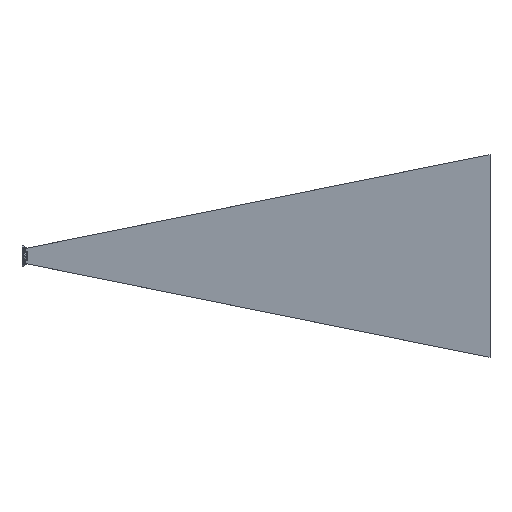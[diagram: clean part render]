
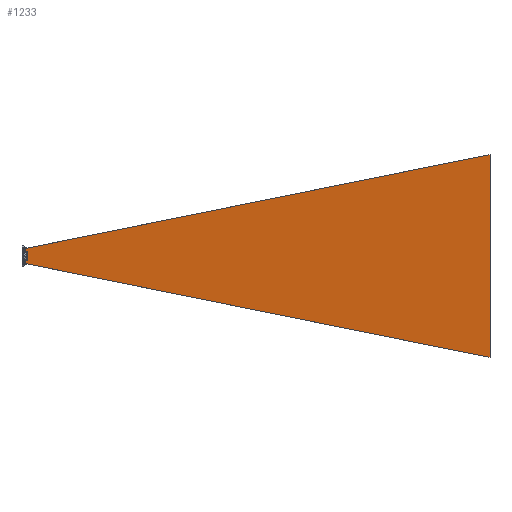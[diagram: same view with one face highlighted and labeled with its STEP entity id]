
A CAD part, front view. The second image highlights one B-rep face of the part: STEP entity #1233.
In plain terms, the highlighted planar face has unit normal (-0.157, -0.988, 0).
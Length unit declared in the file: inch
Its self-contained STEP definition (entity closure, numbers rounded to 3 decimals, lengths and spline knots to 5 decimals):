
#61 = VECTOR ( 'NONE', #937, 39.37008 ) ;
#220 = CARTESIAN_POINT ( 'NONE',  ( 0.3128, -0.31759, 0. ) ) ;
#221 = CARTESIAN_POINT ( 'NONE',  ( 0.30897, -0.31698, 0.59049 ) ) ;
#273 = CARTESIAN_POINT ( 'NONE',  ( 0.30674, -0.31663, 0.59654 ) ) ;
#308 = CARTESIAN_POINT ( 'NONE',  ( -0.04162, -0.2611, -0.4 ) ) ;
#344 = CARTESIAN_POINT ( 'NONE',  ( 0.30373, -0.31615, -0.60237 ) ) ;
#354 = CARTESIAN_POINT ( 'NONE',  ( 0.30373, -0.31615, -0.60237 ) ) ;
#416 = VERTEX_POINT ( 'NONE', #2763 ) ;
#428 = CARTESIAN_POINT ( 'NONE',  ( 0.3128, -0.31759, -0.56483 ) ) ;
#499 = CARTESIAN_POINT ( 'NONE',  ( 0.3128, -0.31759, 0.56483 ) ) ;
#556 = CARTESIAN_POINT ( 'NONE',  ( 0.4403, -0.33792, -0.4 ) ) ;
#580 = LINE ( 'NONE', #220, #3266 ) ;
#639 = CARTESIAN_POINT ( 'NONE',  ( 0.4403, -0.33792, 0. ) ) ;
#675 = VERTEX_POINT ( 'NONE', #4606 ) ;
#777 = VERTEX_POINT ( 'NONE', #2674 ) ;
#861 = VERTEX_POINT ( 'NONE', #1614 ) ;
#929 = CARTESIAN_POINT ( 'NONE',  ( 0.3128, -0.31759, 0.57141 ) ) ;
#934 = CARTESIAN_POINT ( 'NONE',  ( 0.1585, -0.293, 0.573 ) ) ;
#937 = DIRECTION ( 'NONE',  ( 0., 0., -1. ) ) ;
#1075 = EDGE_CURVE ( 'NONE', #861, #416, #1305, .T. ) ;
#1151 = VERTEX_POINT ( 'NONE', #499 ) ;
#1189 = CARTESIAN_POINT ( 'NONE',  ( 37.5, -6.245, 8.125 ) ) ;
#1233 = ADVANCED_FACE ( 'NONE', ( #4267 ), #4670, .F. ) ;
#1235 = B_SPLINE_CURVE_WITH_KNOTS ( 'NONE', 3,
 ( #428, #2139, #1433, #2618, #2162, #354 ),
 .UNSPECIFIED., .F., .F.,
 ( 4, 2, 4 ),
 ( 0., 0.00049, 0.00098 ),
 .UNSPECIFIED. ) ;
#1242 = EDGE_LOOP ( 'NONE', ( #1484, #4593, #2619, #2209, #1822, #4587, #2071, #4668, #4624, #1831 ) ) ;
#1266 = EDGE_CURVE ( 'NONE', #1718, #2953, #3562, .T. ) ;
#1305 = LINE ( 'NONE', #1189, #2222 ) ;
#1415 = VECTOR ( 'NONE', #3856, 39.37008 ) ;
#1426 = DIRECTION ( 'NONE',  ( -0.988, 0.157, 0. ) ) ;
#1433 = CARTESIAN_POINT ( 'NONE',  ( 0.31202, -0.31747, -0.57782 ) ) ;
#1484 = ORIENTED_EDGE ( 'NONE', *, *, #3320, .F. ) ;
#1496 = B_SPLINE_CURVE_WITH_KNOTS ( 'NONE', 3,
 ( #4229, #273, #221, #4204, #929, #3910 ),
 .UNSPECIFIED., .F., .F.,
 ( 4, 2, 4 ),
 ( 0., 0.00049, 0.00098 ),
 .UNSPECIFIED. ) ;
#1555 = VECTOR ( 'NONE', #3434, 39.37008 ) ;
#1606 = LINE ( 'NONE', #3051, #2944 ) ;
#1614 = CARTESIAN_POINT ( 'NONE',  ( 37.5, -6.245, 8.125 ) ) ;
#1718 = VERTEX_POINT ( 'NONE', #2426 ) ;
#1822 = ORIENTED_EDGE ( 'NONE', *, *, #2609, .T. ) ;
#1831 = ORIENTED_EDGE ( 'NONE', *, *, #4122, .T. ) ;
#2071 = ORIENTED_EDGE ( 'NONE', *, *, #1075, .F. ) ;
#2139 = CARTESIAN_POINT ( 'NONE',  ( 0.3128, -0.31759, -0.57141 ) ) ;
#2162 = CARTESIAN_POINT ( 'NONE',  ( 0.30674, -0.31663, -0.59655 ) ) ;
#2209 = ORIENTED_EDGE ( 'NONE', *, *, #3242, .T. ) ;
#2222 = VECTOR ( 'NONE', #2742, 39.37008 ) ;
#2339 = CARTESIAN_POINT ( 'NONE',  ( 0.3128, -0.31759, -0.56483 ) ) ;
#2356 = LINE ( 'NONE', #3822, #61 ) ;
#2426 = CARTESIAN_POINT ( 'NONE',  ( 0.3128, -0.31759, -0.4 ) ) ;
#2441 = CARTESIAN_POINT ( 'NONE',  ( -0.04162, -0.2611, 0.4 ) ) ;
#2463 = DIRECTION ( 'NONE',  ( 0.157, 0.988, 0. ) ) ;
#2609 = EDGE_CURVE ( 'NONE', #4130, #3421, #1235, .T. ) ;
#2618 = CARTESIAN_POINT ( 'NONE',  ( 0.30901, -0.31699, -0.59036 ) ) ;
#2619 = ORIENTED_EDGE ( 'NONE', *, *, #1266, .F. ) ;
#2674 = CARTESIAN_POINT ( 'NONE',  ( 0.4403, -0.33792, 0.4 ) ) ;
#2675 = AXIS2_PLACEMENT_3D ( 'NONE', #4647, #2463, #1426 ) ;
#2732 = LINE ( 'NONE', #934, #1555 ) ;
#2742 = DIRECTION ( 'NONE',  ( 0., 0., -1. ) ) ;
#2763 = CARTESIAN_POINT ( 'NONE',  ( 37.5, -6.245, -8.125 ) ) ;
#2789 = EDGE_CURVE ( 'NONE', #777, #2953, #4223, .T. ) ;
#2944 = VECTOR ( 'NONE', #3462, 39.37008 ) ;
#2946 = EDGE_CURVE ( 'NONE', #675, #861, #2732, .T. ) ;
#2953 = VERTEX_POINT ( 'NONE', #556 ) ;
#3051 = CARTESIAN_POINT ( 'NONE',  ( 0.1585, -0.293, -0.573 ) ) ;
#3135 = VECTOR ( 'NONE', #4692, 39.37008 ) ;
#3242 = EDGE_CURVE ( 'NONE', #1718, #4130, #580, .T. ) ;
#3266 = VECTOR ( 'NONE', #4602, 39.37008 ) ;
#3320 = EDGE_CURVE ( 'NONE', #777, #4569, #3863, .T. ) ;
#3421 = VERTEX_POINT ( 'NONE', #344 ) ;
#3434 = DIRECTION ( 'NONE',  ( 0.968, -0.154, 0.196 ) ) ;
#3462 = DIRECTION ( 'NONE',  ( 0.968, -0.154, -0.196 ) ) ;
#3562 = LINE ( 'NONE', #308, #3135 ) ;
#3570 = DIRECTION ( 'NONE',  ( -0.988, 0.157, 0. ) ) ;
#3620 = EDGE_CURVE ( 'NONE', #675, #1151, #1496, .T. ) ;
#3814 = CARTESIAN_POINT ( 'NONE',  ( 0.3128, -0.31759, 0.4 ) ) ;
#3822 = CARTESIAN_POINT ( 'NONE',  ( 0.3128, -0.31759, 0. ) ) ;
#3856 = DIRECTION ( 'NONE',  ( 0., 0., -1. ) ) ;
#3863 = LINE ( 'NONE', #2441, #4347 ) ;
#3910 = CARTESIAN_POINT ( 'NONE',  ( 0.3128, -0.31759, 0.56483 ) ) ;
#4122 = EDGE_CURVE ( 'NONE', #1151, #4569, #2356, .T. ) ;
#4130 = VERTEX_POINT ( 'NONE', #2339 ) ;
#4158 = EDGE_CURVE ( 'NONE', #3421, #416, #1606, .T. ) ;
#4204 = CARTESIAN_POINT ( 'NONE',  ( 0.312, -0.31747, 0.57795 ) ) ;
#4223 = LINE ( 'NONE', #639, #1415 ) ;
#4229 = CARTESIAN_POINT ( 'NONE',  ( 0.30373, -0.31615, 0.60237 ) ) ;
#4267 = FACE_OUTER_BOUND ( 'NONE', #1242, .T. ) ;
#4347 = VECTOR ( 'NONE', #3570, 39.37008 ) ;
#4569 = VERTEX_POINT ( 'NONE', #3814 ) ;
#4587 = ORIENTED_EDGE ( 'NONE', *, *, #4158, .T. ) ;
#4593 = ORIENTED_EDGE ( 'NONE', *, *, #2789, .T. ) ;
#4602 = DIRECTION ( 'NONE',  ( 0., 0., -1. ) ) ;
#4606 = CARTESIAN_POINT ( 'NONE',  ( 0.30373, -0.31615, 0.60237 ) ) ;
#4624 = ORIENTED_EDGE ( 'NONE', *, *, #3620, .T. ) ;
#4647 = CARTESIAN_POINT ( 'NONE',  ( -0.04162, -0.2611, 0. ) ) ;
#4668 = ORIENTED_EDGE ( 'NONE', *, *, #2946, .F. ) ;
#4670 = PLANE ( 'NONE',  #2675 ) ;
#4692 = DIRECTION ( 'NONE',  ( 0.988, -0.157, 0. ) ) ;
